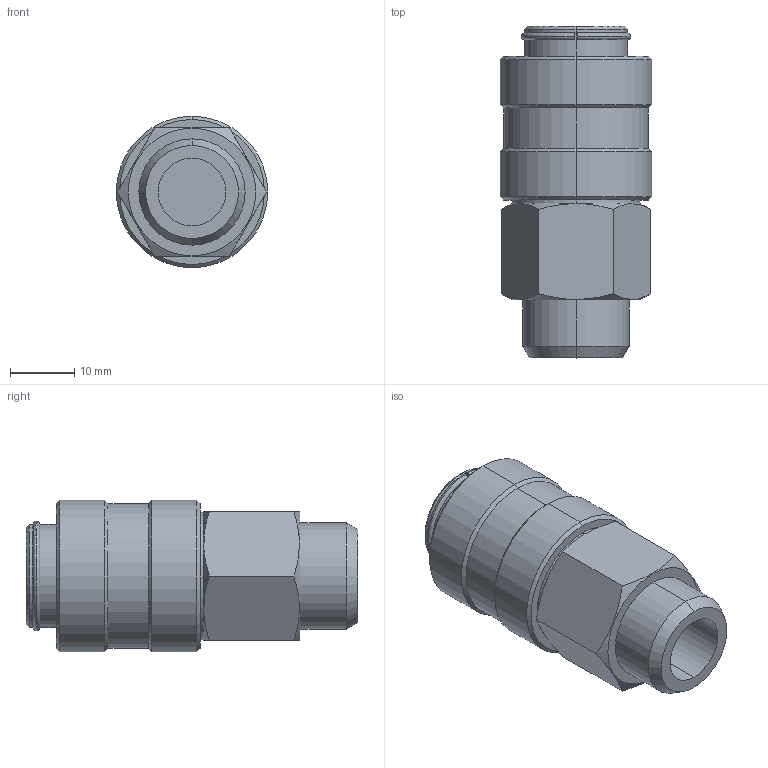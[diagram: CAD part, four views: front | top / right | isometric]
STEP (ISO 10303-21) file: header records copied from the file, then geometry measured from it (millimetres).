
FILE_DESCRIPTION(( 'GU26.110038.STEP' ), '1');
FILE_NAME( 'GU26.110038.STEP', '2018-10-02T15:52:35',( 'Sopra'),('sopra-pneumatic.com'), 'SwSTEP 2.0','SolidWorks 2009','' );
FILE_SCHEMA (( 'CONFIG_CONTROL_DESIGN' ));
Length unit declared in the file: millimetre
Products named in the file (1): 07260103
Bounding box: 23.5 x 51.5 x 23.5 mm (x, y, z)
Volume: 15437.8 mm3; surface area: 5172.7 mm2
Topology: 2 solids, 2 shells, 66 faces, 136 edges, 82 vertices
Faces by surface type: cylinder 22, cone 20, plane 18, torus 6
Entity records: 1939 total; most frequent: CARTESIAN_POINT 449, DIRECTION 318, ORIENTED_EDGE 272, EDGE_CURVE 136, AXIS2_PLACEMENT_3D 135, VERTEX_POINT 82, EDGE_LOOP 74, CIRCLE 68
